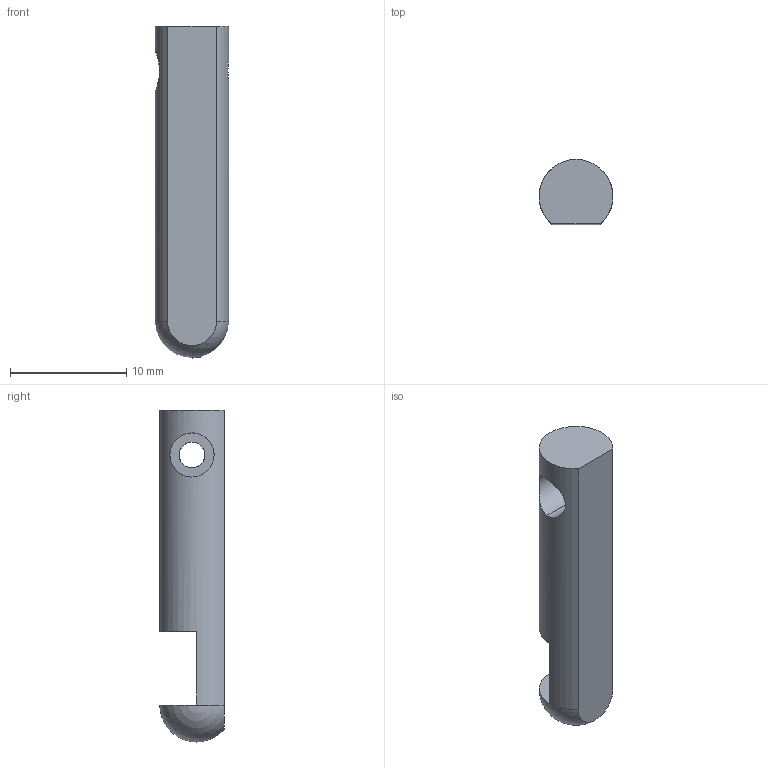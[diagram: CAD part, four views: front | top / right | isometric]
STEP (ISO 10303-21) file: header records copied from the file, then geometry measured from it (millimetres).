
FILE_DESCRIPTION (( 'STEP AP203' ), '1' );
FILE_NAME ('G0008_catch_gamepad.step', '2019-10-07T21:29:14', ( '' ), ( '' ), 'SwSTEP 2.0', 'SolidWorks 2017', '' );
FILE_SCHEMA (( 'CONFIG_CONTROL_DESIGN' ));
Length unit declared in the file: inch
Products named in the file (1): G0008_catch_gamepad
Bounding box: 6.35 x 5.56 x 28.57 mm (x, y, z)
Volume: 664.4 mm3; surface area: 643.5 mm2
Topology: 1 solids, 1 shells, 13 faces, 31 edges, 19 vertices
Faces by surface type: plane 6, cylinder 5, sphere 2
Entity records: 532 total; most frequent: CARTESIAN_POINT 150, DIRECTION 67, ORIENTED_EDGE 58, EDGE_CURVE 29, AXIS2_PLACEMENT_3D 28, VERTEX_POINT 19, EDGE_LOOP 16, CIRCLE 14
